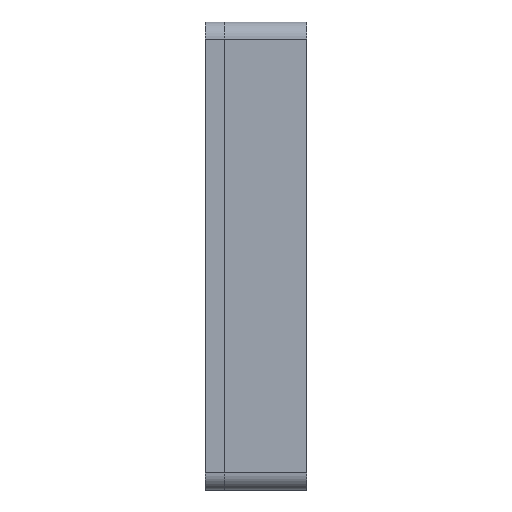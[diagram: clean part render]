
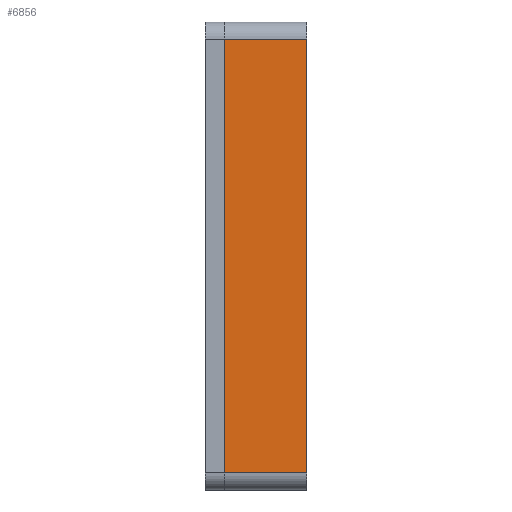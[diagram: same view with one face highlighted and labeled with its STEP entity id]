
A CAD part, left-side view. The second image highlights one B-rep face of the part: STEP entity #6856.
In plain terms, the highlighted planar face has unit normal (-1, 0, 0).
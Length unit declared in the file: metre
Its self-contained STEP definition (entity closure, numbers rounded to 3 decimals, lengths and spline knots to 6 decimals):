
#627=LINE('',#10213,#1172);
#682=LINE('',#10566,#1227);
#683=LINE('',#10569,#1228);
#684=LINE('',#10570,#1229);
#1172=VECTOR('',#8620,1.);
#1227=VECTOR('',#8735,1.);
#1228=VECTOR('',#8736,1.);
#1229=VECTOR('',#8737,1.);
#1545=PLANE('',#7623);
#2569=ORIENTED_EDGE('',*,*,#4119,.F.);
#2570=ORIENTED_EDGE('',*,*,#4120,.T.);
#2571=ORIENTED_EDGE('',*,*,#3992,.T.);
#2572=ORIENTED_EDGE('',*,*,#4121,.T.);
#3992=EDGE_CURVE('',#4867,#4868,#627,.T.);
#4119=EDGE_CURVE('',#4988,#4989,#682,.T.);
#4120=EDGE_CURVE('',#4988,#4867,#683,.T.);
#4121=EDGE_CURVE('',#4868,#4989,#684,.F.);
#4867=VERTEX_POINT('',#10214);
#4868=VERTEX_POINT('',#10215);
#4988=VERTEX_POINT('',#10567);
#4989=VERTEX_POINT('',#10568);
#5780=EDGE_LOOP('',(#2569,#2570,#2571,#2572));
#6367=FACE_BOUND('',#5780,.T.);
#6856=ADVANCED_FACE('',(#6367),#1545,.F.);
#7623=AXIS2_PLACEMENT_3D('',#10565,#8733,#8734);
#8620=DIRECTION('',(0.,0.,1.));
#8733=DIRECTION('',(1.,0.,0.));
#8734=DIRECTION('',(0.,0.,-1.));
#8735=DIRECTION('',(0.,0.,1.));
#8736=DIRECTION('',(0.,-1.,0.));
#8737=DIRECTION('',(0.,-1.,0.));
#10213=CARTESIAN_POINT('',(-0.058212,0.,0.026125));
#10214=CARTESIAN_POINT('',(-0.058212,0.,-0.007925));
#10215=CARTESIAN_POINT('',(-0.058212,0.,0.060175));
#10565=CARTESIAN_POINT('',(-0.058212,0.013,0.026125));
#10566=CARTESIAN_POINT('',(-0.058212,0.013,0.026125));
#10567=CARTESIAN_POINT('',(-0.058212,0.013,-0.007925));
#10568=CARTESIAN_POINT('',(-0.058212,0.013,0.060175));
#10569=CARTESIAN_POINT('',(-0.058212,0.013,-0.007925));
#10570=CARTESIAN_POINT('',(-0.058212,0.013,0.060175));
